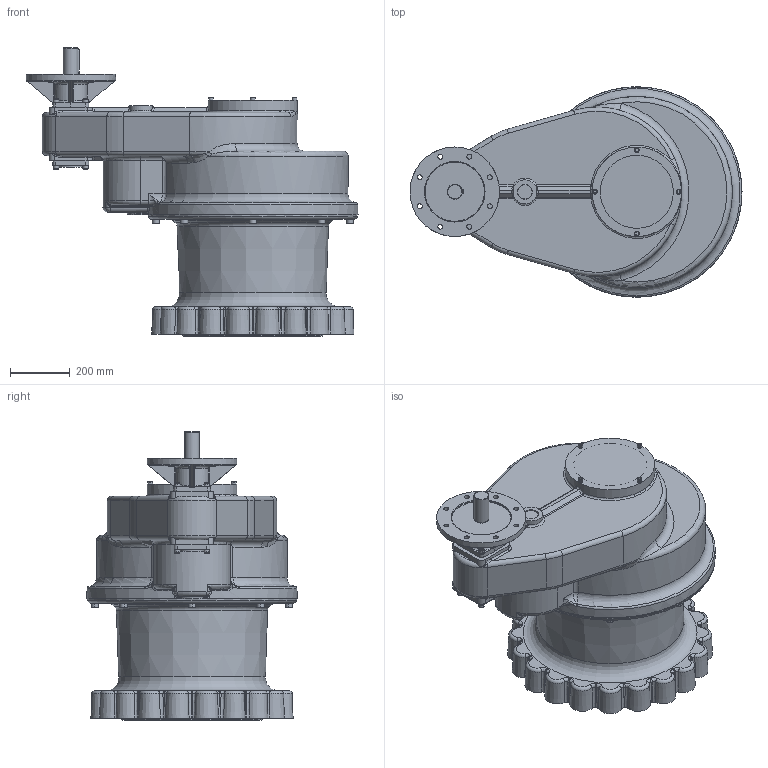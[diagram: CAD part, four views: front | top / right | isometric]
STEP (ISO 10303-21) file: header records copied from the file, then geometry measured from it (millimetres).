
FILE_DESCRIPTION( ( 'Unknown' ), '1' );
FILE_NAME( 'PUBIS21-6-F25-F60_simplified.stp', 'Unknown', ( 'Unknown' ), ( 'Unknown' ), 'PSStep 16.0.42', 'Unknown', ' ' );
FILE_SCHEMA( ( 'AUTOMOTIVE_DESIGN { 1 0 10303 214 1 1 1 1 }' ) );
Length unit declared in the file: millimetre
Products named in the file (1): 1
Bounding box: 1112.6 x 704.99 x 967.97 mm (x, y, z)
Volume: 96663224 mm3; surface area: 6301913.4 mm2
Topology: 1 solids, 50 shells, 2615 faces, 6841 edges, 4396 vertices
Faces by surface type: plane 1179, cylinder 748, bspline 298, torus 188, cone 169, extrusion 19, sphere 14
Full cylindrical faces by diameter (mm): 8.5 x4, 10 x4, 10.2 x8, 11.5 x4, 12 x8, 12.5 x4, 13 x4, 14 x8, 16 x12, 16.5 x16, 18 x8, 24 x8, 31.67 x40, 44.565 x1, 50 x7, 54.555 x1, 55 x1, 55.115 x1, 60 x3, 80 x2, 82 x1, 90 x2, 99.55 x1, 99.555 x1, 100 x1, 105 x6, 200 x1, 245 x1, 255.5 x1, 260 x2
Entity records: 159716 total; most frequent: CARTESIAN_POINT 80084, ORIENTED_EDGE 12472, DIRECTION 11609, EDGE_CURVE 6236, AXIS2_PLACEMENT_3D 4627, VERTEX_POINT 4210, EDGE_LOOP 3142, FACE_OUTER_BOUND 2855
